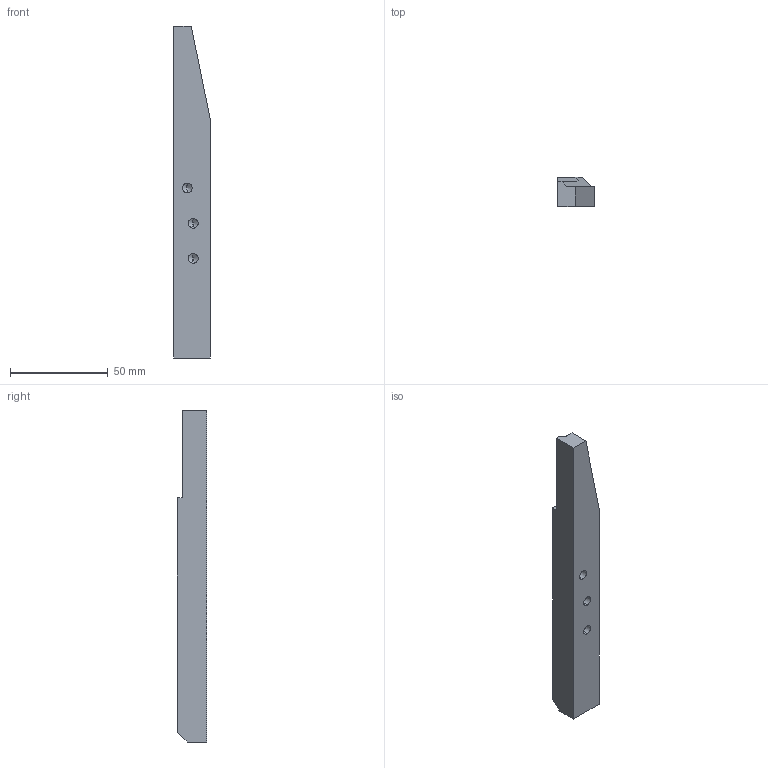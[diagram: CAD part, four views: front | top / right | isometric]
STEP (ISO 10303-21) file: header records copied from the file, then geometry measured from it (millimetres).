
FILE_DESCRIPTION (( 'STEP AP203' ), '1' );
FILE_NAME ('Machoire-Guide gauche haut.STEP', '2024-07-11T12:47:03', ( '' ), ( '' ), 'SwSTEP 2.0', 'SolidWorks 2024', '' );
FILE_SCHEMA (( 'CONFIG_CONTROL_DESIGN' ));
Length unit declared in the file: millimetre
Products named in the file (1): Machoire-Guide gauche haut
Bounding box: 18.75 x 15 x 170 mm (x, y, z)
Volume: 38265.8 mm3; surface area: 11048.1 mm2
Topology: 1 solids, 1 shells, 31 faces, 79 edges, 47 vertices
Faces by surface type: plane 16, cylinder 9, cone 6
Entity records: 959 total; most frequent: CARTESIAN_POINT 175, ORIENTED_EDGE 146, DIRECTION 142, EDGE_CURVE 73, VECTOR 54, LINE 54, VERTEX_POINT 47, AXIS2_PLACEMENT_3D 44
